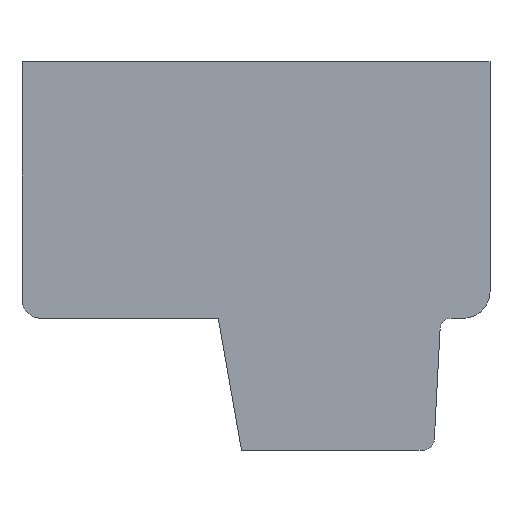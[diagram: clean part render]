
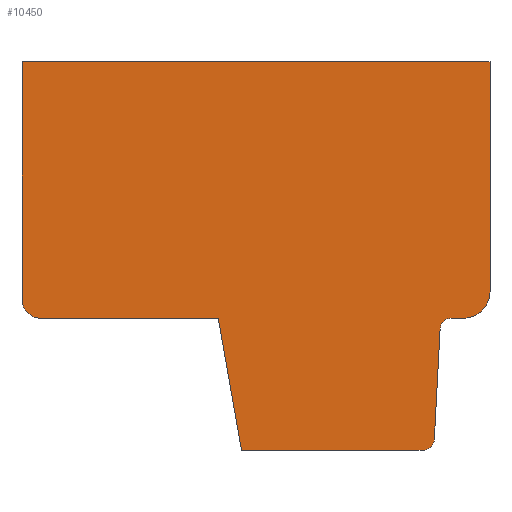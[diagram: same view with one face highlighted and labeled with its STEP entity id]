
A CAD part, front view. The second image highlights one B-rep face of the part: STEP entity #10450.
In plain terms, the highlighted planar face has unit normal (0, -1, 0).
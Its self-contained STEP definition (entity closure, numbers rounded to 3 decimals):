
#1=DIRECTION('',(0.,0.,1.));
#2=VECTOR('',#1,6.3);
#3=CARTESIAN_POINT('',(-6.2,0.,-1.15));
#4=LINE('',#3,#2);
#5=DIRECTION('',(1.,0.,0.));
#6=VECTOR('',#5,12.4);
#7=CARTESIAN_POINT('',(-6.2,0.,5.15));
#8=LINE('',#7,#6);
#9=DIRECTION('',(0.,0.,-1.));
#10=VECTOR('',#9,6.1);
#11=CARTESIAN_POINT('',(6.2,0.,5.15));
#12=LINE('',#11,#10);
#13=CARTESIAN_POINT('',(5.5,0.,-0.95));
#14=DIRECTION('',(0.,1.,0.));
#15=DIRECTION('',(1.,0.,0.));
#16=AXIS2_PLACEMENT_3D('',#13,#14,#15);
#18=DIRECTION('',(-1.,0.,0.));
#19=VECTOR('',#18,0.323);
#20=CARTESIAN_POINT('',(5.5,0.,-1.65));
#21=LINE('',#20,#19);
#22=CARTESIAN_POINT('',(5.177,0.,-1.95));
#23=DIRECTION('',(0.,-1.,0.));
#24=DIRECTION('',(0.,0.,1.));
#25=AXIS2_PLACEMENT_3D('',#22,#23,#24);
#27=DIRECTION('',(-0.052,0.,-0.999));
#28=VECTOR('',#27,2.904);
#29=CARTESIAN_POINT('',(4.877,0.,-1.95));
#30=LINE('',#29,#28);
#31=CARTESIAN_POINT('',(4.425,0.,-4.85));
#32=DIRECTION('',(0.,1.,0.));
#33=DIRECTION('',(1.,0.,0.));
#34=AXIS2_PLACEMENT_3D('',#31,#32,#33);
#36=DIRECTION('',(-1.,0.,0.));
#37=VECTOR('',#36,4.808);
#38=CARTESIAN_POINT('',(4.425,0.,-5.15));
#39=LINE('',#38,#37);
#40=DIRECTION('',(-0.174,0.,0.985));
#41=VECTOR('',#40,3.554);
#42=CARTESIAN_POINT('',(-0.383,0.,-5.15));
#43=LINE('',#42,#41);
#44=DIRECTION('',(-1.,0.,0.));
#45=VECTOR('',#44,4.7);
#46=CARTESIAN_POINT('',(-1.,0.,-1.65));
#47=LINE('',#46,#45);
#48=CARTESIAN_POINT('',(-5.7,0.,-1.15));
#49=DIRECTION('',(0.,1.,0.));
#50=DIRECTION('',(0.,0.,-1.));
#51=AXIS2_PLACEMENT_3D('',#48,#49,#50);
#7927=CARTESIAN_POINT('',(-6.2,0.,-1.15));
#7928=CARTESIAN_POINT('',(-6.2,0.,5.15));
#7929=VERTEX_POINT('',#7927);
#7930=VERTEX_POINT('',#7928);
#7931=CARTESIAN_POINT('',(6.2,0.,5.15));
#7932=VERTEX_POINT('',#7931);
#7933=CARTESIAN_POINT('',(6.2,0.,-0.95));
#7934=VERTEX_POINT('',#7933);
#7935=CARTESIAN_POINT('',(5.5,0.,-1.65));
#7936=VERTEX_POINT('',#7935);
#7937=CARTESIAN_POINT('',(5.177,0.,-1.65));
#7938=VERTEX_POINT('',#7937);
#7939=CARTESIAN_POINT('',(4.877,0.,-1.95));
#7940=VERTEX_POINT('',#7939);
#7941=CARTESIAN_POINT('',(4.725,0.,-4.85));
#7942=VERTEX_POINT('',#7941);
#7943=CARTESIAN_POINT('',(4.425,0.,-5.15));
#7944=VERTEX_POINT('',#7943);
#7945=CARTESIAN_POINT('',(-0.383,0.,-5.15));
#7946=VERTEX_POINT('',#7945);
#7947=CARTESIAN_POINT('',(-1.,0.,-1.65));
#7948=VERTEX_POINT('',#7947);
#7949=CARTESIAN_POINT('',(-5.7,0.,-1.65));
#7950=VERTEX_POINT('',#7949);
#10419=CARTESIAN_POINT('',(0.,0.,0.));
#10420=DIRECTION('',(0.,1.,0.));
#10421=DIRECTION('',(1.,0.,0.));
#10422=AXIS2_PLACEMENT_3D('',#10419,#10420,#10421);
#10423=PLANE('',#10422);
#10425=ORIENTED_EDGE('',*,*,#10424,.T.);
#10427=ORIENTED_EDGE('',*,*,#10426,.T.);
#10429=ORIENTED_EDGE('',*,*,#10428,.T.);
#10431=ORIENTED_EDGE('',*,*,#10430,.T.);
#10433=ORIENTED_EDGE('',*,*,#10432,.T.);
#10435=ORIENTED_EDGE('',*,*,#10434,.T.);
#10437=ORIENTED_EDGE('',*,*,#10436,.T.);
#10439=ORIENTED_EDGE('',*,*,#10438,.T.);
#10441=ORIENTED_EDGE('',*,*,#10440,.T.);
#10443=ORIENTED_EDGE('',*,*,#10442,.T.);
#10445=ORIENTED_EDGE('',*,*,#10444,.T.);
#10447=ORIENTED_EDGE('',*,*,#10446,.T.);
#10448=EDGE_LOOP('',(#10425,#10427,#10429,#10431,#10433,#10435,#10437,#10439,
#10441,#10443,#10445,#10447));
#10449=FACE_OUTER_BOUND('',#10448,.F.);
#10450=ADVANCED_FACE('',(#10449),#10423,.F.);
#17=CIRCLE('',#16,0.7);
#26=CIRCLE('',#25,0.3);
#35=CIRCLE('',#34,0.3);
#52=CIRCLE('',#51,0.5);
#10424=EDGE_CURVE('',#7929,#7930,#4,.T.);
#10426=EDGE_CURVE('',#7930,#7932,#8,.T.);
#10428=EDGE_CURVE('',#7932,#7934,#12,.T.);
#10430=EDGE_CURVE('',#7934,#7936,#17,.T.);
#10432=EDGE_CURVE('',#7936,#7938,#21,.T.);
#10434=EDGE_CURVE('',#7938,#7940,#26,.T.);
#10436=EDGE_CURVE('',#7940,#7942,#30,.T.);
#10438=EDGE_CURVE('',#7942,#7944,#35,.T.);
#10440=EDGE_CURVE('',#7944,#7946,#39,.T.);
#10442=EDGE_CURVE('',#7946,#7948,#43,.T.);
#10444=EDGE_CURVE('',#7948,#7950,#47,.T.);
#10446=EDGE_CURVE('',#7950,#7929,#52,.T.);
